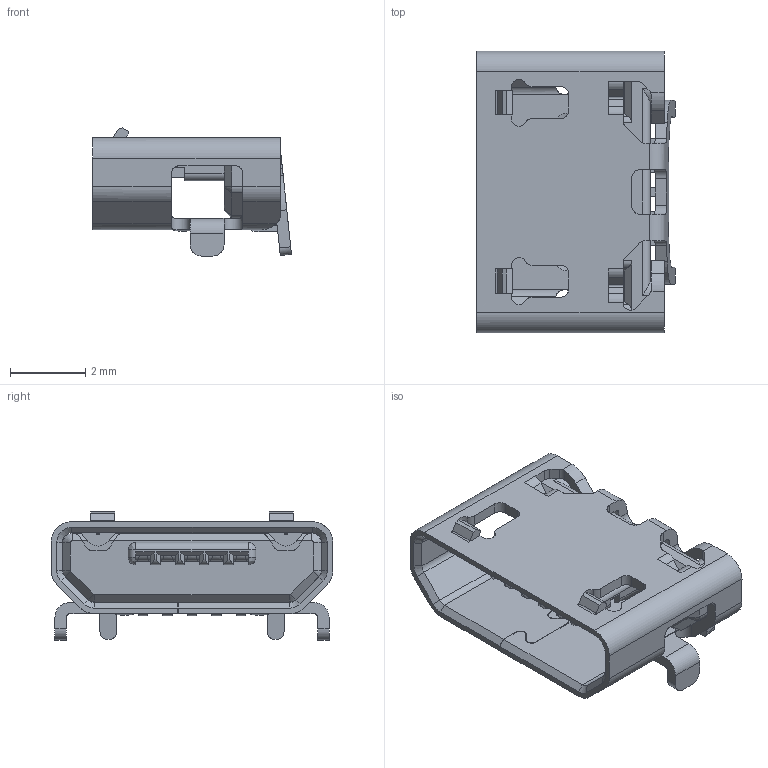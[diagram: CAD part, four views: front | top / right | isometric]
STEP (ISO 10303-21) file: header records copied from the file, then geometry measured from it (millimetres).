
FILE_DESCRIPTION(('STEP AP242'),'1');
FILE_NAME('uj2-mibh2-4-smt.stp','2018-11-04T14:25:16',('TraceParts'),('TraceParts S.A.'),'Spatial InterOp 3D',' ',' ');
FILE_SCHEMA(('AP242_MANAGED_MODEL_BASED_3D_ENGINEERING_MIM_LF {1 0 10303 442 1 1 4}'));
Length unit declared in the file: millimetre
Products named in the file (1): uj2-mibh2-4-smt_1
Bounding box: 5.29 x 7.5 x 3.41 mm (x, y, z)
Volume: 40.9 mm3; surface area: 257.1 mm2
Topology: 2 solids, 2 shells, 565 faces, 1667 edges, 1107 vertices
Faces by surface type: plane 374, cylinder 171, cone 12, bspline 8
Entity records: 23947 total; most frequent: CARTESIAN_POINT 4915, ORIENTED_EDGE 3326, DIRECTION 2577, EDGE_CURVE 1663, LINE 1161, VECTOR 1161, VERTEX_POINT 1107, AXIS2_PLACEMENT_3D 708
